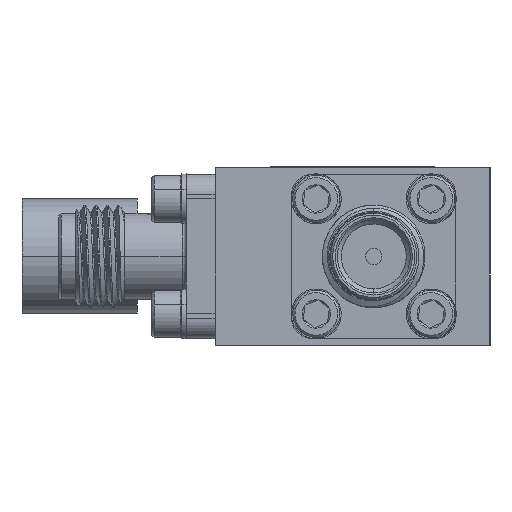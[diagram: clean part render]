
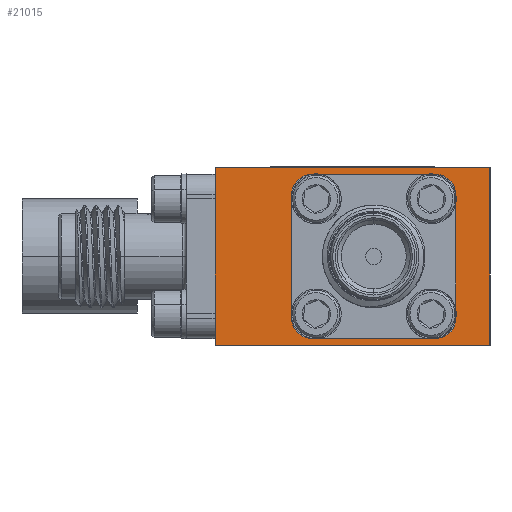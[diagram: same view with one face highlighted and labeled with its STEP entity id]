
A CAD part, left-side view. The second image highlights one B-rep face of the part: STEP entity #21015.
In plain terms, the highlighted planar face has unit normal (-1, 0, 0).
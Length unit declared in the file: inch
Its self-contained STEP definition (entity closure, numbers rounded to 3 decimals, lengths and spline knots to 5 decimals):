
#905 = LINE ( 'NONE', #60497, #59908 ) ;
#1015 = CARTESIAN_POINT ( 'NONE',  ( -1.67323, -0.20165, -0.15 ) ) ;
#1407 = PLANE ( 'NONE',  #33903 ) ;
#1731 = VECTOR ( 'NONE', #4196, 39.37008 ) ;
#1897 = EDGE_CURVE ( 'NONE', #34116, #60852, #45479, .T. ) ;
#3651 = DIRECTION ( 'NONE',  ( 1., 0., 0. ) ) ;
#3860 = CARTESIAN_POINT ( 'NONE',  ( -1.67323, -0.25165, -0.15 ) ) ;
#3955 = VECTOR ( 'NONE', #23541, 39.37008 ) ;
#4196 = DIRECTION ( 'NONE',  ( 0., 1., 0. ) ) ;
#5426 = LINE ( 'NONE', #36522, #59981 ) ;
#6361 = EDGE_CURVE ( 'NONE', #49427, #67886, #64578, .T. ) ;
#7132 = DIRECTION ( 'NONE',  ( 1., 0., 0. ) ) ;
#7256 = EDGE_CURVE ( 'NONE', #64766, #17933, #63568, .T. ) ;
#8686 = VERTEX_POINT ( 'NONE', #61596 ) ;
#8921 = EDGE_LOOP ( 'NONE', ( #37439, #58147, #39510, #64206 ) ) ;
#10652 = LINE ( 'NONE', #67611, #1731 ) ;
#12140 = EDGE_CURVE ( 'NONE', #49427, #35827, #73457, .T. ) ;
#13067 = DIRECTION ( 'NONE',  ( 0., 0., -1. ) ) ;
#14790 = AXIS2_PLACEMENT_3D ( 'NONE', #67132, #15995, #55694 ) ;
#15632 = CIRCLE ( 'NONE', #14790, 0.05 ) ;
#15720 = ORIENTED_EDGE ( 'NONE', *, *, #12140, .T. ) ;
#15995 = DIRECTION ( 'NONE',  ( 1., 0., 0. ) ) ;
#16544 = CARTESIAN_POINT ( 'NONE',  ( -1.67323, 0.14835, 0.2 ) ) ;
#17933 = VERTEX_POINT ( 'NONE', #43692 ) ;
#20164 = CARTESIAN_POINT ( 'NONE',  ( -1.67323, -0.33465, 0.21654 ) ) ;
#20424 = DIRECTION ( 'NONE',  ( 1., 0., 0. ) ) ;
#20938 = ORIENTED_EDGE ( 'NONE', *, *, #52749, .T. ) ;
#21015 = ADVANCED_FACE ( 'NONE', ( #63537, #52801 ), #1407, .F. ) ;
#21647 = CARTESIAN_POINT ( 'NONE',  ( -1.67323, 0.09835, -0.15 ) ) ;
#22383 = VERTEX_POINT ( 'NONE', #30794 ) ;
#22841 = CARTESIAN_POINT ( 'NONE',  ( -1.67323, 0.33465, -0.21654 ) ) ;
#23541 = DIRECTION ( 'NONE',  ( 0., 0., -1. ) ) ;
#23807 = VERTEX_POINT ( 'NONE', #33461 ) ;
#25419 = CARTESIAN_POINT ( 'NONE',  ( -1.67323, -0.33465, -0.21654 ) ) ;
#26295 = DIRECTION ( 'NONE',  ( 0., -1., 0. ) ) ;
#29367 = LINE ( 'NONE', #62968, #61523 ) ;
#30311 = VECTOR ( 'NONE', #36511, 39.37008 ) ;
#30794 = CARTESIAN_POINT ( 'NONE',  ( -1.67323, 0.33465, 0.21654 ) ) ;
#31709 = CARTESIAN_POINT ( 'NONE',  ( -1.67323, -0.25165, 0.15 ) ) ;
#32402 = CARTESIAN_POINT ( 'NONE',  ( -1.67323, -0.20165, 0.15 ) ) ;
#32996 = EDGE_CURVE ( 'NONE', #64766, #64082, #15632, .T. ) ;
#33461 = CARTESIAN_POINT ( 'NONE',  ( -1.67323, -0.20165, 0.2 ) ) ;
#33903 = AXIS2_PLACEMENT_3D ( 'NONE', #41420, #7132, #64595 ) ;
#34116 = VERTEX_POINT ( 'NONE', #22841 ) ;
#34229 = DIRECTION ( 'NONE',  ( 0., 0., -1. ) ) ;
#35827 = VERTEX_POINT ( 'NONE', #71980 ) ;
#36436 = AXIS2_PLACEMENT_3D ( 'NONE', #1015, #41271, #69896 ) ;
#36511 = DIRECTION ( 'NONE',  ( 0., -1., 0. ) ) ;
#36522 = CARTESIAN_POINT ( 'NONE',  ( -1.67323, 0.33465, 0.21654 ) ) ;
#36800 = VECTOR ( 'NONE', #34229, 39.37008 ) ;
#36978 = ORIENTED_EDGE ( 'NONE', *, *, #6361, .F. ) ;
#37439 = ORIENTED_EDGE ( 'NONE', *, *, #1897, .T. ) ;
#37835 = DIRECTION ( 'NONE',  ( 0., 0., 1. ) ) ;
#39510 = ORIENTED_EDGE ( 'NONE', *, *, #46293, .F. ) ;
#40272 = DIRECTION ( 'NONE',  ( 0., -1., 0. ) ) ;
#41254 = CIRCLE ( 'NONE', #48904, 0.05 ) ;
#41271 = DIRECTION ( 'NONE',  ( 1., 0., 0. ) ) ;
#41420 = CARTESIAN_POINT ( 'NONE',  ( -1.67323, -0.33465, 0.21654 ) ) ;
#41593 = EDGE_CURVE ( 'NONE', #66834, #60852, #53103, .T. ) ;
#42035 = CARTESIAN_POINT ( 'NONE',  ( -1.67323, -0.33465, -0.21654 ) ) ;
#42831 = CARTESIAN_POINT ( 'NONE',  ( -1.67323, -0.25165, 0.2 ) ) ;
#43692 = CARTESIAN_POINT ( 'NONE',  ( -1.67323, 0.14835, -0.15 ) ) ;
#45479 = LINE ( 'NONE', #42035, #30311 ) ;
#45523 = EDGE_CURVE ( 'NONE', #22383, #34116, #5426, .T. ) ;
#46009 = CARTESIAN_POINT ( 'NONE',  ( -1.67323, -0.33465, 0.21654 ) ) ;
#46293 = EDGE_CURVE ( 'NONE', #22383, #66834, #905, .T. ) ;
#48624 = DIRECTION ( 'NONE',  ( 0., 0., 1. ) ) ;
#48904 = AXIS2_PLACEMENT_3D ( 'NONE', #32402, #20424, #48624 ) ;
#49425 = VECTOR ( 'NONE', #37835, 39.37008 ) ;
#49427 = VERTEX_POINT ( 'NONE', #3860 ) ;
#52749 = EDGE_CURVE ( 'NONE', #23807, #67886, #41254, .T. ) ;
#52801 = FACE_BOUND ( 'NONE', #69833, .T. ) ;
#53103 = LINE ( 'NONE', #46009, #3955 ) ;
#53393 = ORIENTED_EDGE ( 'NONE', *, *, #65525, .F. ) ;
#54126 = CARTESIAN_POINT ( 'NONE',  ( -1.67323, 0.09835, 0.2 ) ) ;
#55097 = DIRECTION ( 'NONE',  ( 0., 0., 1. ) ) ;
#55694 = DIRECTION ( 'NONE',  ( 0., 0., 1. ) ) ;
#56445 = EDGE_CURVE ( 'NONE', #8686, #35827, #29367, .T. ) ;
#58079 = ORIENTED_EDGE ( 'NONE', *, *, #32996, .T. ) ;
#58147 = ORIENTED_EDGE ( 'NONE', *, *, #41593, .F. ) ;
#59908 = VECTOR ( 'NONE', #26295, 39.37008 ) ;
#59981 = VECTOR ( 'NONE', #13067, 39.37008 ) ;
#60497 = CARTESIAN_POINT ( 'NONE',  ( -1.67323, -0.33465, 0.21654 ) ) ;
#60852 = VERTEX_POINT ( 'NONE', #25419 ) ;
#61523 = VECTOR ( 'NONE', #40272, 39.37008 ) ;
#61596 = CARTESIAN_POINT ( 'NONE',  ( -1.67323, 0.09835, -0.2 ) ) ;
#62340 = ORIENTED_EDGE ( 'NONE', *, *, #56445, .F. ) ;
#62968 = CARTESIAN_POINT ( 'NONE',  ( -1.67323, 0.14835, -0.2 ) ) ;
#63537 = FACE_OUTER_BOUND ( 'NONE', #8921, .T. ) ;
#63568 = LINE ( 'NONE', #16544, #36800 ) ;
#63631 = ORIENTED_EDGE ( 'NONE', *, *, #7256, .F. ) ;
#64082 = VERTEX_POINT ( 'NONE', #54126 ) ;
#64206 = ORIENTED_EDGE ( 'NONE', *, *, #45523, .T. ) ;
#64225 = EDGE_CURVE ( 'NONE', #8686, #17933, #71519, .T. ) ;
#64578 = LINE ( 'NONE', #42831, #49425 ) ;
#64595 = DIRECTION ( 'NONE',  ( 0., 0., -1. ) ) ;
#64766 = VERTEX_POINT ( 'NONE', #66797 ) ;
#65525 = EDGE_CURVE ( 'NONE', #23807, #64082, #10652, .T. ) ;
#66797 = CARTESIAN_POINT ( 'NONE',  ( -1.67323, 0.14835, 0.15 ) ) ;
#66834 = VERTEX_POINT ( 'NONE', #20164 ) ;
#67132 = CARTESIAN_POINT ( 'NONE',  ( -1.67323, 0.09835, 0.15 ) ) ;
#67611 = CARTESIAN_POINT ( 'NONE',  ( -1.67323, 0.14835, 0.2 ) ) ;
#67886 = VERTEX_POINT ( 'NONE', #31709 ) ;
#69011 = AXIS2_PLACEMENT_3D ( 'NONE', #21647, #3651, #55097 ) ;
#69833 = EDGE_LOOP ( 'NONE', ( #36978, #15720, #62340, #71092, #63631, #58079, #53393, #20938 ) ) ;
#69896 = DIRECTION ( 'NONE',  ( 0., 0., 1. ) ) ;
#71092 = ORIENTED_EDGE ( 'NONE', *, *, #64225, .T. ) ;
#71519 = CIRCLE ( 'NONE', #69011, 0.05 ) ;
#71980 = CARTESIAN_POINT ( 'NONE',  ( -1.67323, -0.20165, -0.2 ) ) ;
#73457 = CIRCLE ( 'NONE', #36436, 0.05 ) ;
